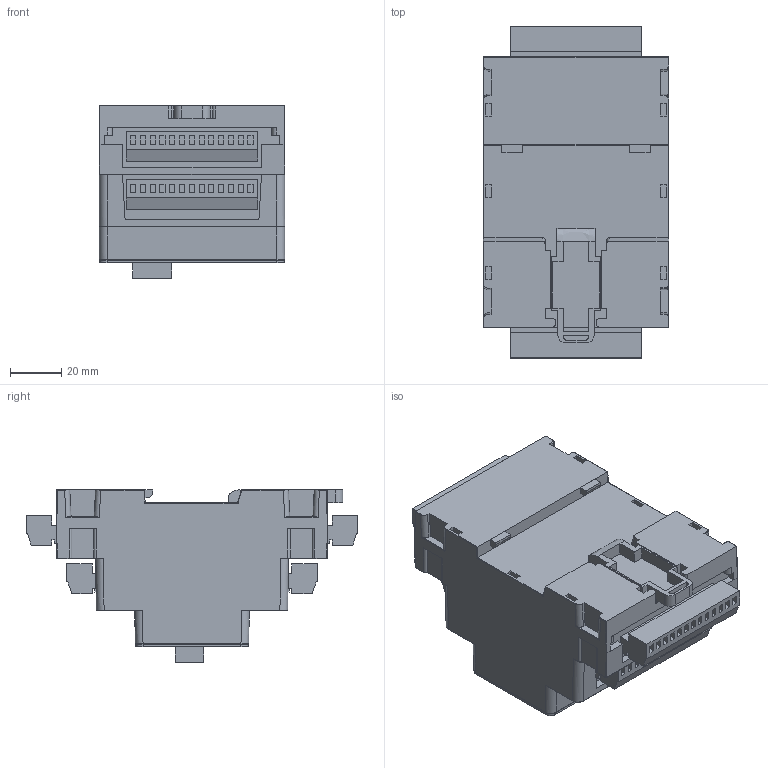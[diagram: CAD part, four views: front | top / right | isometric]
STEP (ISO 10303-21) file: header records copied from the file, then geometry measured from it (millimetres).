
FILE_DESCRIPTION (( 'STEP AP203' ), '1' );
FILE_NAME ('PLC-150-CPU-09U34U-0D.STEP', '2025-07-03T06:44:21', ( '' ), ( '' ), 'SwSTEP 2.0', 'SolidWorks 2022', '' );
FILE_SCHEMA (( 'CONFIG_CONTROL_DESIGN' ));
Length unit declared in the file: millimetre
Products named in the file (1): PLC-150-CPU-09U34U-0D
Bounding box: 72 x 128.99 x 67 mm (x, y, z)
Volume: 355956.5 mm3; surface area: 49218.8 mm2
Topology: 3 solids, 3 shells, 662 faces, 1659 edges, 1072 vertices
Faces by surface type: plane 526, cylinder 107, bspline 13, torus 10, sphere 6
Entity records: 19968 total; most frequent: CARTESIAN_POINT 4270, ORIENTED_EDGE 3318, DIRECTION 2983, EDGE_CURVE 1659, LINE 1431, VECTOR 1431, VERTEX_POINT 1072, AXIS2_PLACEMENT_3D 776
